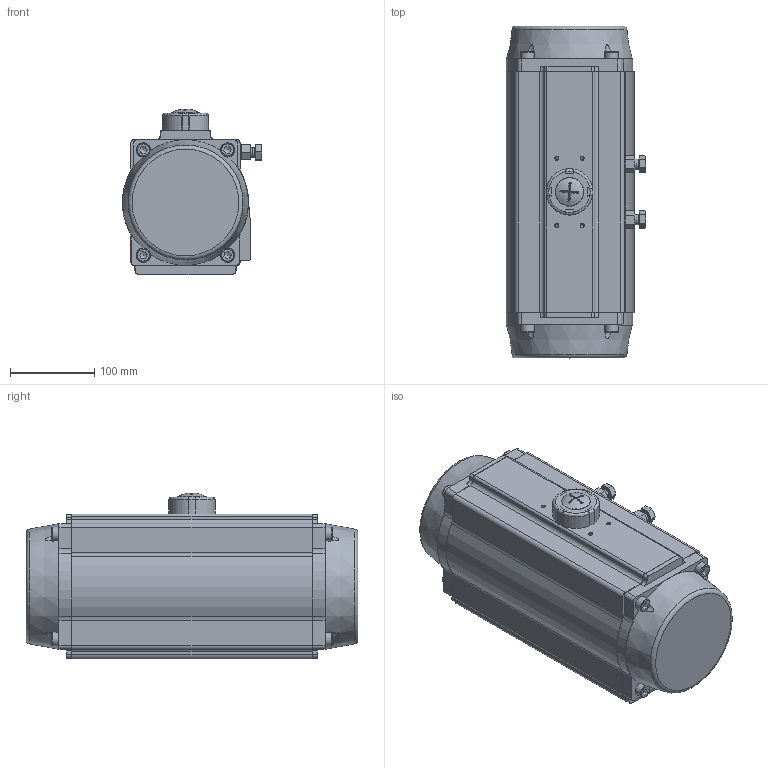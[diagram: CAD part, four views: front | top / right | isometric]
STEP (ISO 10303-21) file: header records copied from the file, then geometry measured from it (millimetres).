
FILE_DESCRIPTION(/* description */ (''),/* implementation_level */ '2;1');
FILE_NAME(/* name */ '5050140028 C-140DA F10+F12 27x27 .stp',/* time_stamp */ '2016-12-30T14:24:42+08:00',/* author */ (''),/* organization */ (''),/* preprocessor_version */ 'ST-DEVELOPER v15',/* originating_system */ 'SIEMENS PLM Software NX 8.5',/* authorisation */ '');
FILE_SCHEMA (('AUTOMOTIVE_DESIGN { 1 0 10303 214 3 1 1 1 }'));
Length unit declared in the file: millimetre
Products named in the file (17): Stop screw; Nut-stop screw; Plug; O-ring adjust screw; Nut adjust screw; Adjust screw; Indicator screw-125; Indicator-125; End-cap screw; Bearing-piston; Guide-Piston; C-140-08; C-140-03; C-140-04; C-140-02; C-140-01; C-140
Assembly tree (33 placements, depth 2):
  C-140
    C-140-01
    C-140-02  x2
    C-140-04
    C-140-03  x2
    C-140-08
    Guide-Piston  x2
    Bearing-piston  x2
    End-cap screw  x8
    Indicator-125
    Indicator screw-125
    Adjust screw  x2
    Nut adjust screw  x2
    O-ring adjust screw  x2
    Plug  x2
    Nut-stop screw  x2
    Stop screw  x2
Bounding box: 165.5 x 394 x 196.97 mm (x, y, z)
Volume: 4168256.7 mm3; surface area: 959188.9 mm2
Topology: 54 solids, 54 shells, 2058 faces, 5289 edges, 3417 vertices
Faces by surface type: cylinder 806, plane 786, cone 189, torus 158, extrusion 60, sphere 39, bspline 20
Full cylindrical faces by diameter (mm): 4.2 x8, 5 x1, 6 x2, 6.144 x1, 8 x3, 8.374 x10, 8.376 x12, 8.5 x14, 9 x4, 10 x22, 10.001 x2, 10.106 x2, 10.3 x8, 10.374 x2, 10.376 x2, 11 x8, 12 x6, 12.001 x2, 16 x10, 17 x8, 27 x1, 34.2 x1, 36.4 x1, 36.5 x1, 39 x24, 40 x6, 60 x1, 61.3 x1, 63.4 x1, 67 x4
Entity records: 42036 total; most frequent: CARTESIAN_POINT 11973, DIRECTION 6141, ORIENTED_EDGE 5860, EDGE_CURVE 2930, AXIS2_PLACEMENT_3D 2385, VERTEX_POINT 2043, EDGE_LOOP 1588, VECTOR 1371
